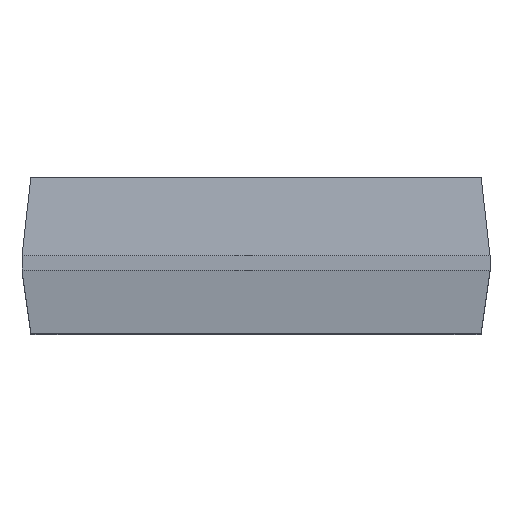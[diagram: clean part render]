
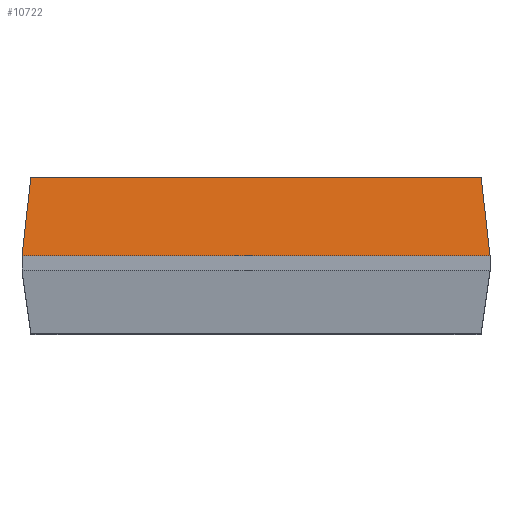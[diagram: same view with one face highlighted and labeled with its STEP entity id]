
A CAD part, top view. The second image highlights one B-rep face of the part: STEP entity #10722.
In plain terms, the highlighted planar face has unit normal (0, 0.112, 0.994).
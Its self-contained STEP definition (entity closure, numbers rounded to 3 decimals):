
#114 = CARTESIAN_POINT ( 'NONE',  ( -7.935, -0.005, 20.7 ) ) ;
#163 = EDGE_CURVE ( 'NONE', #2372, #8906, #8903, .T. ) ;
#207 = VECTOR ( 'NONE', #4330, 1000. ) ;
#242 = CARTESIAN_POINT ( 'NONE',  ( 7.935, -0.005, 20.7 ) ) ;
#304 = DIRECTION ( 'NONE',  ( 1., 0., 0. ) ) ;
#366 = FACE_OUTER_BOUND ( 'NONE', #8636, .T. ) ;
#507 = ORIENTED_EDGE ( 'NONE', *, *, #163, .T. ) ;
#563 = VERTEX_POINT ( 'NONE', #6903 ) ;
#628 = VERTEX_POINT ( 'NONE', #3374 ) ;
#1121 = CARTESIAN_POINT ( 'NONE',  ( 0., -0.005, 20.7 ) ) ;
#2351 = EDGE_CURVE ( 'NONE', #628, #8906, #11681, .T. ) ;
#2372 = VERTEX_POINT ( 'NONE', #242 ) ;
#3374 = CARTESIAN_POINT ( 'NONE',  ( -7.635, 2.655, 20.4 ) ) ;
#3685 = PLANE ( 'NONE',  #8968 ) ;
#4330 = DIRECTION ( 'NONE',  ( -0.111, -0.988, 0.111 ) ) ;
#4650 = EDGE_CURVE ( 'NONE', #628, #563, #12567, .T. ) ;
#4759 = CARTESIAN_POINT ( 'NONE',  ( 7.639, 2.622, 20.404 ) ) ;
#6263 = CARTESIAN_POINT ( 'NONE',  ( -7.935, 2.655, 20.4 ) ) ;
#6293 = LINE ( 'NONE', #1121, #13128 ) ;
#6666 = CARTESIAN_POINT ( 'NONE',  ( 0., -0.005, 20.7 ) ) ;
#6903 = CARTESIAN_POINT ( 'NONE',  ( -7.935, -0.005, 20.7 ) ) ;
#7709 = DIRECTION ( 'NONE',  ( 0., -0.112, -0.994 ) ) ;
#8438 = ORIENTED_EDGE ( 'NONE', *, *, #4650, .T. ) ;
#8479 = VECTOR ( 'NONE', #304, 1000. ) ;
#8636 = EDGE_LOOP ( 'NONE', ( #507, #11989, #8438, #11935 ) ) ;
#8903 = LINE ( 'NONE', #4759, #13455 ) ;
#8906 = VERTEX_POINT ( 'NONE', #12960 ) ;
#8968 = AXIS2_PLACEMENT_3D ( 'NONE', #6666, #7709, #10795 ) ;
#9463 = DIRECTION ( 'NONE',  ( -1., 0., 0. ) ) ;
#9954 = DIRECTION ( 'NONE',  ( -0.111, 0.988, -0.111 ) ) ;
#10198 = EDGE_CURVE ( 'NONE', #2372, #563, #6293, .T. ) ;
#10722 = ADVANCED_FACE ( 'NONE', ( #366 ), #3685, .F. ) ;
#10795 = DIRECTION ( 'NONE',  ( -1., 0., 0. ) ) ;
#11681 = LINE ( 'NONE', #6263, #8479 ) ;
#11935 = ORIENTED_EDGE ( 'NONE', *, *, #10198, .F. ) ;
#11989 = ORIENTED_EDGE ( 'NONE', *, *, #2351, .F. ) ;
#12567 = LINE ( 'NONE', #114, #207 ) ;
#12960 = CARTESIAN_POINT ( 'NONE',  ( 7.635, 2.655, 20.4 ) ) ;
#13128 = VECTOR ( 'NONE', #9463, 1000. ) ;
#13455 = VECTOR ( 'NONE', #9954, 1000. ) ;
